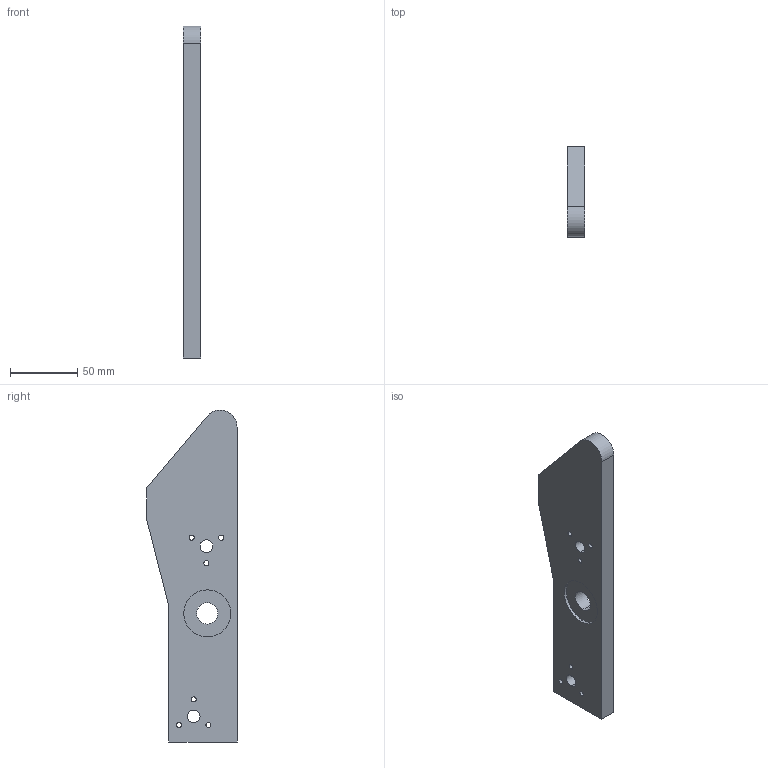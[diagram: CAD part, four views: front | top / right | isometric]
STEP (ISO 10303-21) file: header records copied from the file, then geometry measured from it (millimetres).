
FILE_DESCRIPTION (( 'STEP AP214' ), '1' );
FILE_NAME ('drive.STEP', '2024-11-06T19:39:10', ( '' ), ( '' ), 'SwSTEP 2.0', 'SolidWorks 2023', '' );
FILE_SCHEMA (( 'AUTOMOTIVE_DESIGN' ));
Length unit declared in the file: inch
Products named in the file (1): drive
Bounding box: 12.7 x 67.24 x 247.65 mm (x, y, z)
Volume: 158442.4 mm3; surface area: 34998.4 mm2
Topology: 1 solids, 1 shells, 30 faces, 81 edges, 54 vertices
Faces by surface type: cylinder 21, plane 9
Entity records: 1030 total; most frequent: DIRECTION 185, CARTESIAN_POINT 166, ORIENTED_EDGE 162, EDGE_CURVE 81, AXIS2_PLACEMENT_3D 73, VERTEX_POINT 54, EDGE_LOOP 49, CIRCLE 42
